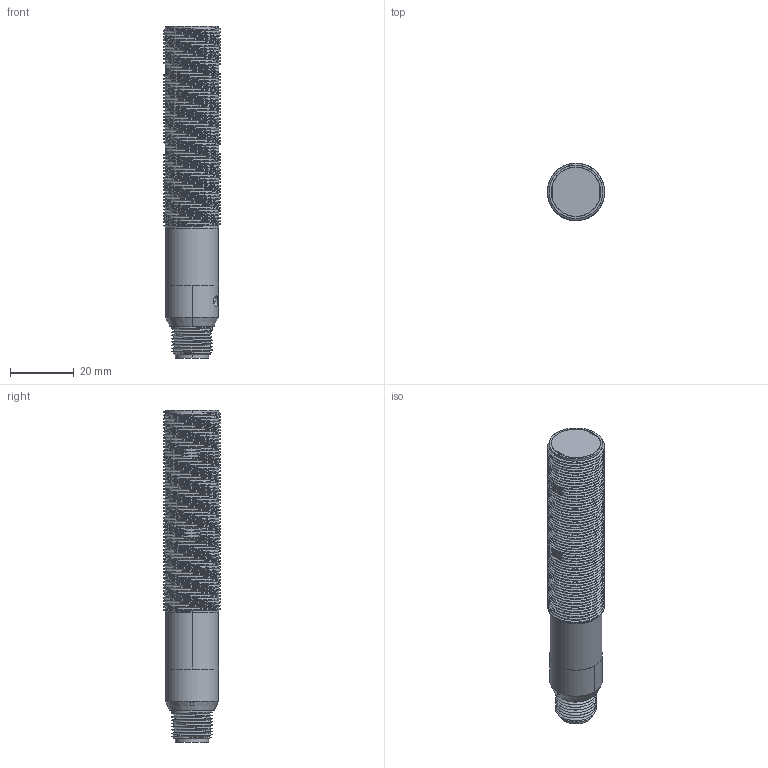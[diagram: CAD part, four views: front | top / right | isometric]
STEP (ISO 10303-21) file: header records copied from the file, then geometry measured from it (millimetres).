
FILE_DESCRIPTION((''),'2;1');
FILE_NAME('155351_SW','2011-02-03T',('banengservice'),('BANNER ENGINEERING'),'PRO/ENGINEER BY PARAMETRIC TECHNOLOGY CORPORATION, 2009141','PRO/ENGINEER BY PARAMETRIC TECHNOLOGY CORPORATION, 2009141','');
FILE_SCHEMA(('CONFIG_CONTROL_DESIGN'));
Products named in the file (1): 155351_SW
Bounding box: 17.88 x 17.88 x 103.92 mm (x, y, z)
Volume: 7360.9 mm3; surface area: 15234.9 mm2
Topology: 1 solids, 2 shells, 479 faces, 1221 edges, 768 vertices
Faces by surface type: cylinder 218, plane 121, bspline 100, cone 24, extrusion 6, torus 4, sphere 4, revolution 2
Entity records: 60062 total; most frequent: CARTESIAN_POINT 49615, ORIENTED_EDGE 2430, DIRECTION 1687, EDGE_CURVE 1215, VERTEX_POINT 768, AXIS2_PLACEMENT_3D 589, EDGE_LOOP 513, VECTOR 507
